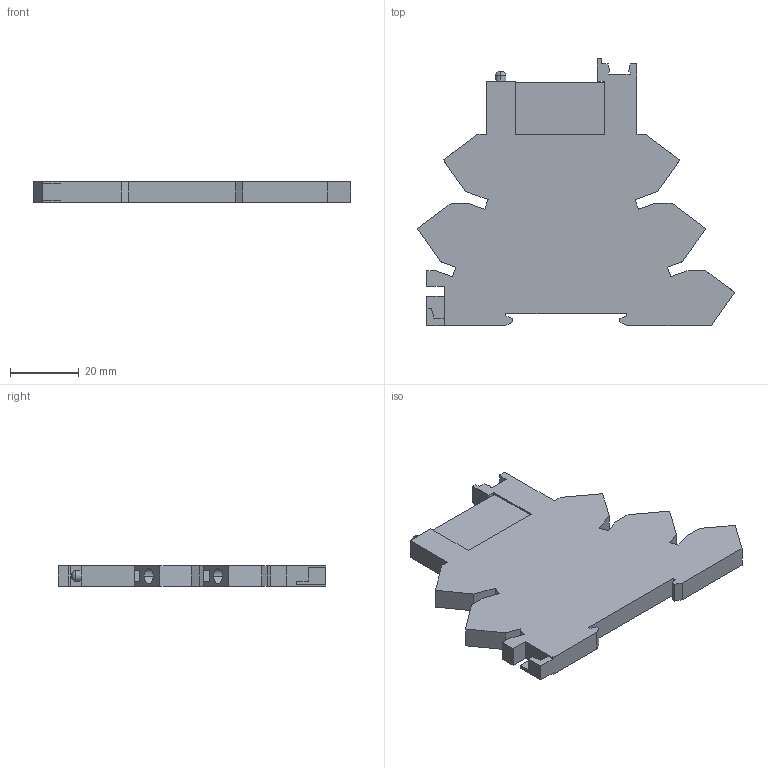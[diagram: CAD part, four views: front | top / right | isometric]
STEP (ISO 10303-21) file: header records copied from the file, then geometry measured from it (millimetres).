
FILE_DESCRIPTION (( 'STEP AP214' ), '1' );
FILE_NAME ('ORM-41F-3_Èíòåðô. ðåëå ORM 3. 1NO+1NC. 24Â DC.STEP', '2018-10-12T09:34:58', ( '' ), ( '' ), 'SwSTEP 2.0', 'SolidWorks 2014', '' );
FILE_SCHEMA (( 'AUTOMOTIVE_DESIGN' ));
Length unit declared in the file: millimetre
Products named in the file (2): ORM-41F-3_Èíòåðô. ðåëå ORM 3. 1NO+1NC. 24Â DC
Bounding box: 92.61 x 77.9 x 6 mm (x, y, z)
Volume: 26466.5 mm3; surface area: 12249 mm2
Topology: 1 solids, 1 shells, 123 faces, 333 edges, 218 vertices
Faces by surface type: plane 109, cylinder 12, torus 2
Entity records: 3848 total; most frequent: CARTESIAN_POINT 676, ORIENTED_EDGE 666, DIRECTION 611, EDGE_CURVE 333, LINE 305, VECTOR 305, VERTEX_POINT 218, AXIS2_PLACEMENT_3D 153
